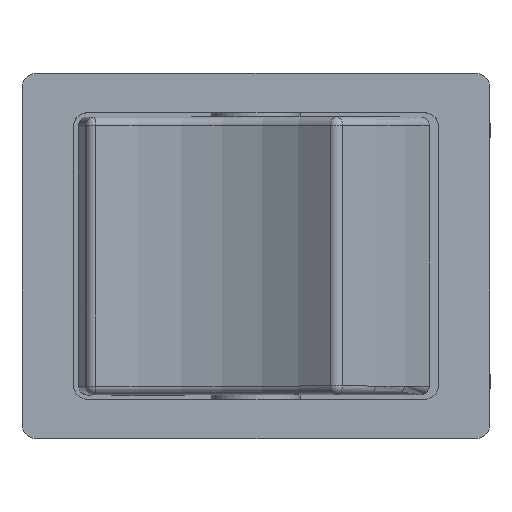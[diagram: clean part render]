
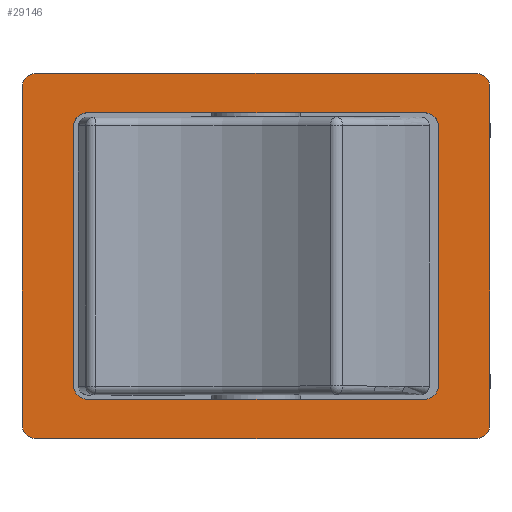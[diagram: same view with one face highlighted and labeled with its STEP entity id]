
A CAD part, top view. The second image highlights one B-rep face of the part: STEP entity #29146.
In plain terms, the highlighted planar face has unit normal (0, 0, 1).
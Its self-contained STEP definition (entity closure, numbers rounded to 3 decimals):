
#28629=CARTESIAN_POINT('',(11.5,9.8,10.5));
#28630=VERTEX_POINT('',#28629);
#28637=CARTESIAN_POINT('',(-11.5,9.8,10.5));
#28638=VERTEX_POINT('',#28637);
#28639=CARTESIAN_POINT('',(-11.5,9.8,10.5));
#28640=DIRECTION('',(1.0,0.0,0.0));
#28641=VECTOR('',#28640,23.0);
#28642=LINE('',#28639,#28641);
#28643=EDGE_CURVE('',#28638,#28630,#28642,.T.);
#28667=CARTESIAN_POINT('',(-16.,11.5,10.5));
#28668=VERTEX_POINT('',#28667);
#28669=CARTESIAN_POINT('',(-15.,12.5,10.5));
#28670=VERTEX_POINT('',#28669);
#28671=CARTESIAN_POINT('',(-15.,11.5,10.5));
#28672=DIRECTION('',(0.0,0.0,-1.0));
#28673=DIRECTION('',(-0.707,0.707,0.0));
#28674=AXIS2_PLACEMENT_3D('',#28671,#28672,#28673);
#28675=CIRCLE('',#28674,1.0);
#28676=EDGE_CURVE('',#28668,#28670,#28675,.T.);
#28700=CARTESIAN_POINT('',(15.,12.5,10.5));
#28701=VERTEX_POINT('',#28700);
#28702=CARTESIAN_POINT('',(-15.,12.5,10.5));
#28703=DIRECTION('',(1.0,0.0,0.0));
#28704=VECTOR('',#28703,30.0);
#28705=LINE('',#28702,#28704);
#28706=EDGE_CURVE('',#28670,#28701,#28705,.T.);
#28723=CARTESIAN_POINT('',(16.,11.5,10.5));
#28724=VERTEX_POINT('',#28723);
#28725=CARTESIAN_POINT('',(15.,11.5,10.5));
#28726=DIRECTION('',(0.0,0.0,-1.0));
#28727=DIRECTION('',(0.707,0.707,0.0));
#28728=AXIS2_PLACEMENT_3D('',#28725,#28726,#28727);
#28729=CIRCLE('',#28728,1.0);
#28730=EDGE_CURVE('',#28701,#28724,#28729,.T.);
#28757=CARTESIAN_POINT('',(12.5,8.8,10.5));
#28758=VERTEX_POINT('',#28757);
#28765=CARTESIAN_POINT('',(11.5,8.8,10.5));
#28766=DIRECTION('',(0.0,0.0,1.0));
#28767=DIRECTION('',(0.707,0.707,0.0));
#28768=AXIS2_PLACEMENT_3D('',#28765,#28766,#28767);
#28769=CIRCLE('',#28768,1.0);
#28770=EDGE_CURVE('',#28758,#28630,#28769,.T.);
#28790=CARTESIAN_POINT('',(12.5,-8.8,10.5));
#28791=VERTEX_POINT('',#28790);
#28798=CARTESIAN_POINT('',(12.5,8.8,10.5));
#28799=DIRECTION('',(0.0,-1.0,0.0));
#28800=VECTOR('',#28799,17.6);
#28801=LINE('',#28798,#28800);
#28802=EDGE_CURVE('',#28758,#28791,#28801,.T.);
#28821=CARTESIAN_POINT('',(11.5,-9.8,10.5));
#28822=VERTEX_POINT('',#28821);
#28829=CARTESIAN_POINT('',(11.5,-8.8,10.5));
#28830=DIRECTION('',(0.0,0.0,1.0));
#28831=DIRECTION('',(0.707,-0.707,0.0));
#28832=AXIS2_PLACEMENT_3D('',#28829,#28830,#28831);
#28833=CIRCLE('',#28832,1.0);
#28834=EDGE_CURVE('',#28822,#28791,#28833,.T.);
#28854=CARTESIAN_POINT('',(-11.5,-9.8,10.5));
#28855=VERTEX_POINT('',#28854);
#28862=CARTESIAN_POINT('',(11.5,-9.8,10.5));
#28863=DIRECTION('',(-1.0,0.0,0.0));
#28864=VECTOR('',#28863,23.0);
#28865=LINE('',#28862,#28864);
#28866=EDGE_CURVE('',#28822,#28855,#28865,.T.);
#28894=CARTESIAN_POINT('',(-12.5,-8.8,10.5));
#28895=VERTEX_POINT('',#28894);
#28902=CARTESIAN_POINT('',(-11.5,-8.8,10.5));
#28903=DIRECTION('',(0.0,0.0,1.0));
#28904=DIRECTION('',(-0.707,-0.707,0.0));
#28905=AXIS2_PLACEMENT_3D('',#28902,#28903,#28904);
#28906=CIRCLE('',#28905,1.0);
#28907=EDGE_CURVE('',#28895,#28855,#28906,.T.);
#28927=CARTESIAN_POINT('',(-12.5,8.8,10.5));
#28928=VERTEX_POINT('',#28927);
#28935=CARTESIAN_POINT('',(-12.5,-8.8,10.5));
#28936=DIRECTION('',(0.0,1.0,0.0));
#28937=VECTOR('',#28936,17.6);
#28938=LINE('',#28935,#28937);
#28939=EDGE_CURVE('',#28895,#28928,#28938,.T.);
#28957=CARTESIAN_POINT('',(-11.5,8.8,10.5));
#28958=DIRECTION('',(0.0,0.0,1.0));
#28959=DIRECTION('',(-0.707,0.707,0.0));
#28960=AXIS2_PLACEMENT_3D('',#28957,#28958,#28959);
#28961=CIRCLE('',#28960,1.0);
#28962=EDGE_CURVE('',#28638,#28928,#28961,.T.);
#29011=CARTESIAN_POINT('',(16.,-11.5,10.5));
#29012=VERTEX_POINT('',#29011);
#29013=CARTESIAN_POINT('',(15.,-12.5,10.5));
#29014=VERTEX_POINT('',#29013);
#29015=CARTESIAN_POINT('',(15.,-11.5,10.5));
#29016=DIRECTION('',(0.0,0.0,-1.0));
#29017=DIRECTION('',(0.707,-0.707,0.0));
#29018=AXIS2_PLACEMENT_3D('',#29015,#29016,#29017);
#29019=CIRCLE('',#29018,1.0);
#29020=EDGE_CURVE('',#29012,#29014,#29019,.T.);
#29044=CARTESIAN_POINT('',(-15.,-12.5,10.5));
#29045=VERTEX_POINT('',#29044);
#29046=CARTESIAN_POINT('',(15.,-12.5,10.5));
#29047=DIRECTION('',(-1.0,0.0,0.0));
#29048=VECTOR('',#29047,30.0);
#29049=LINE('',#29046,#29048);
#29050=EDGE_CURVE('',#29014,#29045,#29049,.T.);
#29067=CARTESIAN_POINT('',(-16.,-11.5,10.5));
#29068=VERTEX_POINT('',#29067);
#29069=CARTESIAN_POINT('',(-15.,-11.5,10.5));
#29070=DIRECTION('',(0.0,0.0,-1.0));
#29071=DIRECTION('',(-0.707,-0.707,0.0));
#29072=AXIS2_PLACEMENT_3D('',#29069,#29070,#29071);
#29073=CIRCLE('',#29072,1.0);
#29074=EDGE_CURVE('',#29045,#29068,#29073,.T.);
#29093=CARTESIAN_POINT('',(16.,11.5,10.5));
#29094=DIRECTION('',(0.0,-1.0,0.0));
#29095=VECTOR('',#29094,23.);
#29096=LINE('',#29093,#29095);
#29097=EDGE_CURVE('',#28724,#29012,#29096,.T.);
#29112=CARTESIAN_POINT('',(-16.,-11.5,10.5));
#29113=DIRECTION('',(0.0,1.0,0.0));
#29114=VECTOR('',#29113,23.0);
#29115=LINE('',#29112,#29114);
#29116=EDGE_CURVE('',#29068,#28668,#29115,.T.);
#29121=CARTESIAN_POINT('',(0.,0.,10.5));
#29122=DIRECTION('',(0.0,0.0,1.0));
#29123=DIRECTION('',(1.0,0.0,0.0));
#29124=AXIS2_PLACEMENT_3D('',#29121,#29122,#29123);
#29125=PLANE('',#29124);
#29126=ORIENTED_EDGE('',*,*,#28676,.F.);
#29127=ORIENTED_EDGE('',*,*,#29116,.F.);
#29128=ORIENTED_EDGE('',*,*,#29074,.F.);
#29129=ORIENTED_EDGE('',*,*,#29050,.F.);
#29130=ORIENTED_EDGE('',*,*,#29020,.F.);
#29131=ORIENTED_EDGE('',*,*,#29097,.F.);
#29132=ORIENTED_EDGE('',*,*,#28730,.F.);
#29133=ORIENTED_EDGE('',*,*,#28706,.F.);
#29134=EDGE_LOOP('',(#29126,#29127,#29128,#29129,#29130,#29131,#29132,#29133));
#29135=FACE_OUTER_BOUND('',#29134,.T.);
#29136=ORIENTED_EDGE('',*,*,#28939,.T.);
#29137=ORIENTED_EDGE('',*,*,#28962,.F.);
#29138=ORIENTED_EDGE('',*,*,#28643,.T.);
#29139=ORIENTED_EDGE('',*,*,#28770,.F.);
#29140=ORIENTED_EDGE('',*,*,#28802,.T.);
#29141=ORIENTED_EDGE('',*,*,#28834,.F.);
#29142=ORIENTED_EDGE('',*,*,#28866,.T.);
#29143=ORIENTED_EDGE('',*,*,#28907,.F.);
#29144=EDGE_LOOP('',(#29136,#29137,#29138,#29139,#29140,#29141,#29142,#29143));
#29145=FACE_BOUND('',#29144,.T.);
#29146=ADVANCED_FACE('',(#29135,#29145),#29125,.T.);
